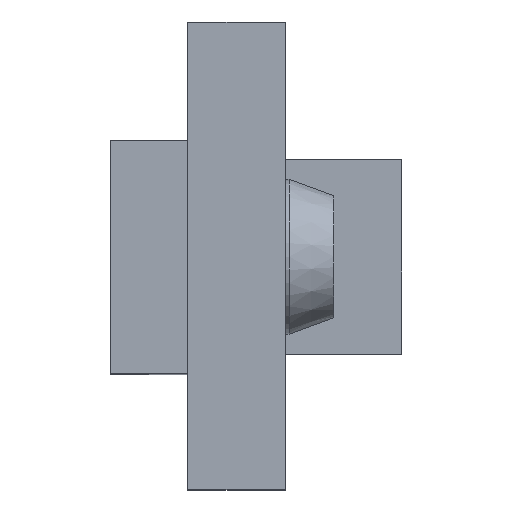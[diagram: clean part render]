
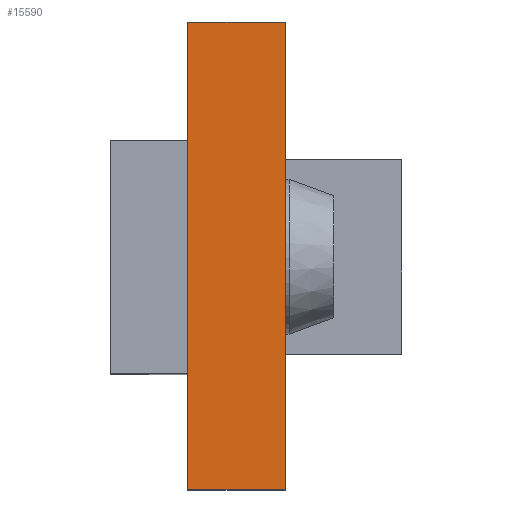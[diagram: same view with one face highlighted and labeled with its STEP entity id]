
A CAD part, top view. The second image highlights one B-rep face of the part: STEP entity #15590.
In plain terms, the highlighted face is planar.
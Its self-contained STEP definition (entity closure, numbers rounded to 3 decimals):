
#120=CARTESIAN_POINT('',(-12.,49.,5.));
#130=VERTEX_POINT('',#120);
#160=CARTESIAN_POINT('',(0.,49.,5.));
#170=DIRECTION('',(1.,0.,0.));
#180=VECTOR('',#170,1.);
#190=LINE('',#160,#180);
#200=CARTESIAN_POINT('',(12.,49.,5.));
#210=VERTEX_POINT('',#200);
#220=EDGE_CURVE('',#130,#210,#190,.T.);
#14060=CARTESIAN_POINT('',(-12.,49.,0.));
#14070=VERTEX_POINT('',#14060);
#14100=CARTESIAN_POINT('',(-12.,49.,0.));
#14110=DIRECTION('',(0.,0.,1.));
#14120=VECTOR('',#14110,1.);
#14130=LINE('',#14100,#14120);
#14140=EDGE_CURVE('',#14070,#130,#14130,.T.);
#15190=CARTESIAN_POINT('',(12.,49.,0.));
#15200=DIRECTION('',(0.,0.,-1.));
#15210=VECTOR('',#15200,1.);
#15220=LINE('',#15190,#15210);
#15230=CARTESIAN_POINT('',(12.,49.,0.));
#15240=VERTEX_POINT('',#15230);
#15250=EDGE_CURVE('',#210,#15240,#15220,.T.);
#15430=CARTESIAN_POINT('',(-12.,49.,0.));
#15440=DIRECTION('',(0.,1.,0.));
#15450=DIRECTION('',(0.,0.,1.));
#15460=AXIS2_PLACEMENT_3D('',#15430,#15440,#15450);
#15470=PLANE('',#15460);
#15480=ORIENTED_EDGE('',*,*,#220,.T.);
#15490=ORIENTED_EDGE('',*,*,#14140,.T.);
#15500=CARTESIAN_POINT('',(0.,49.,0.));
#15510=DIRECTION('',(-1.,0.,0.));
#15520=VECTOR('',#15510,1.);
#15530=LINE('',#15500,#15520);
#15540=EDGE_CURVE('',#15240,#14070,#15530,.T.);
#15550=ORIENTED_EDGE('',*,*,#15540,.T.);
#15560=ORIENTED_EDGE('',*,*,#15250,.T.);
#15570=EDGE_LOOP('',(#15560,#15550,#15490,#15480));
#15580=FACE_OUTER_BOUND('',#15570,.T.);
#15590=ADVANCED_FACE('',(#15580),#15470,.T.);
